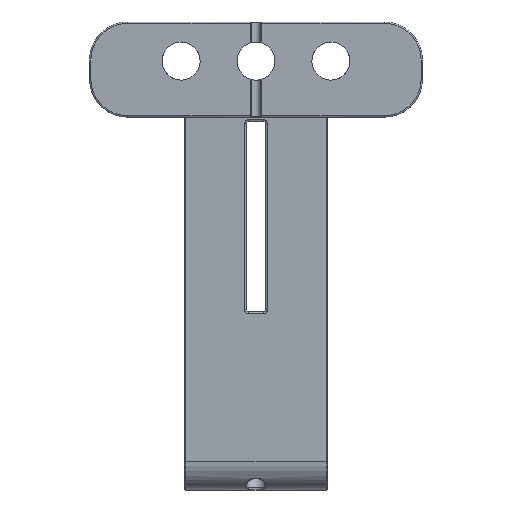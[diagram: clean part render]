
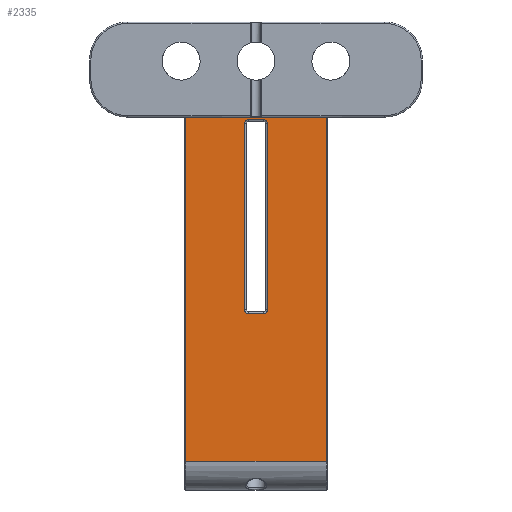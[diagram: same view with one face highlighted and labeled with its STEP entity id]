
A CAD part, left-side view. The second image highlights one B-rep face of the part: STEP entity #2335.
In plain terms, the highlighted planar face has unit normal (-1, 0, 0).
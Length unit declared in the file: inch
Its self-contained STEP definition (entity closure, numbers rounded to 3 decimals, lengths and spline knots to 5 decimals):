
#64=FACE_BOUND('',#710,.T.);
#73=PLANE('',#2529);
#116=LINE('',#3600,#296);
#120=LINE('',#3615,#300);
#122=LINE('',#3627,#302);
#126=LINE('',#3633,#306);
#139=LINE('',#3671,#319);
#140=LINE('',#3673,#320);
#141=LINE('',#3675,#321);
#142=LINE('',#3676,#322);
#296=VECTOR('',#2842,0.3937);
#300=VECTOR('',#2860,0.3937);
#302=VECTOR('',#2874,0.3937);
#306=VECTOR('',#2882,0.3937);
#319=VECTOR('',#2919,0.3937);
#320=VECTOR('',#2920,0.3937);
#321=VECTOR('',#2921,0.3937);
#322=VECTOR('',#2922,0.3937);
#564=FACE_OUTER_BOUND('',#709,.T.);
#709=EDGE_LOOP('',(#1669,#1670,#1671,#1672));
#710=EDGE_LOOP('',(#1673,#1674,#1675,#1676,#1677,#1678,#1679,#1680));
#844=CIRCLE('',#2486,0.02);
#852=CIRCLE('',#2498,0.02);
#858=CIRCLE('',#2507,0.02);
#860=CIRCLE('',#2511,0.02);
#985=VERTEX_POINT('',#3567);
#986=VERTEX_POINT('',#3568);
#993=VERTEX_POINT('',#3591);
#994=VERTEX_POINT('',#3592);
#999=VERTEX_POINT('',#3609);
#1000=VERTEX_POINT('',#3611);
#1001=VERTEX_POINT('',#3618);
#1002=VERTEX_POINT('',#3619);
#1016=VERTEX_POINT('',#3669);
#1017=VERTEX_POINT('',#3670);
#1018=VERTEX_POINT('',#3672);
#1019=VERTEX_POINT('',#3674);
#1206=EDGE_CURVE('',#985,#986,#844,.T.);
#1218=EDGE_CURVE('',#993,#994,#852,.T.);
#1222=EDGE_CURVE('',#994,#985,#116,.T.);
#1228=EDGE_CURVE('',#999,#1000,#858,.T.);
#1230=EDGE_CURVE('',#986,#999,#120,.T.);
#1232=EDGE_CURVE('',#1001,#1002,#860,.T.);
#1236=EDGE_CURVE('',#1002,#993,#122,.T.);
#1240=EDGE_CURVE('',#1000,#1001,#126,.T.);
#1257=EDGE_CURVE('',#1016,#1017,#139,.T.);
#1258=EDGE_CURVE('',#1016,#1018,#140,.T.);
#1259=EDGE_CURVE('',#1019,#1018,#141,.T.);
#1260=EDGE_CURVE('',#1017,#1019,#142,.T.);
#1669=ORIENTED_EDGE('',*,*,#1257,.F.);
#1670=ORIENTED_EDGE('',*,*,#1258,.T.);
#1671=ORIENTED_EDGE('',*,*,#1259,.F.);
#1672=ORIENTED_EDGE('',*,*,#1260,.F.);
#1673=ORIENTED_EDGE('',*,*,#1232,.F.);
#1674=ORIENTED_EDGE('',*,*,#1240,.F.);
#1675=ORIENTED_EDGE('',*,*,#1228,.F.);
#1676=ORIENTED_EDGE('',*,*,#1230,.F.);
#1677=ORIENTED_EDGE('',*,*,#1206,.F.);
#1678=ORIENTED_EDGE('',*,*,#1222,.F.);
#1679=ORIENTED_EDGE('',*,*,#1218,.F.);
#1680=ORIENTED_EDGE('',*,*,#1236,.F.);
#2335=ADVANCED_FACE('',(#564,#64),#73,.T.);
#2486=AXIS2_PLACEMENT_3D('',#3569,#2804,#2805);
#2498=AXIS2_PLACEMENT_3D('',#3593,#2832,#2833);
#2507=AXIS2_PLACEMENT_3D('',#3612,#2854,#2855);
#2511=AXIS2_PLACEMENT_3D('',#3620,#2864,#2865);
#2529=AXIS2_PLACEMENT_3D('',#3668,#2917,#2918);
#2804=DIRECTION('center_axis',(-1.,0.,0.));
#2805=DIRECTION('ref_axis',(0.,0.707,0.707));
#2832=DIRECTION('center_axis',(-1.,0.,0.));
#2833=DIRECTION('ref_axis',(0.,-0.707,0.707));
#2842=DIRECTION('',(0.,1.,0.));
#2854=DIRECTION('center_axis',(-1.,0.,0.));
#2855=DIRECTION('ref_axis',(0.,0.707,-0.707));
#2860=DIRECTION('',(0.,0.,-1.));
#2864=DIRECTION('center_axis',(-1.,0.,0.));
#2865=DIRECTION('ref_axis',(0.,-0.707,-0.707));
#2874=DIRECTION('',(0.,0.,1.));
#2882=DIRECTION('',(0.,-1.,0.));
#2917=DIRECTION('center_axis',(-1.,0.,0.));
#2918=DIRECTION('ref_axis',(0.,0.,-1.));
#2919=DIRECTION('',(0.,0.,-1.));
#2920=DIRECTION('',(0.,1.,0.));
#2921=DIRECTION('',(0.,0.,1.));
#2922=DIRECTION('',(0.,1.,0.));
#3567=CARTESIAN_POINT('',(-0.8195,-0.335,1.17759));
#3568=CARTESIAN_POINT('',(-0.8195,-0.315,1.15759));
#3569=CARTESIAN_POINT('Origin',(-0.8195,-0.335,1.15759));
#3591=CARTESIAN_POINT('',(-0.8195,-0.435,1.15759));
#3592=CARTESIAN_POINT('',(-0.8195,-0.415,1.17759));
#3593=CARTESIAN_POINT('Origin',(-0.8195,-0.415,1.15759));
#3600=CARTESIAN_POINT('',(-0.8195,-0.2125,1.17759));
#3609=CARTESIAN_POINT('',(-0.8195,-0.315,0.17759));
#3611=CARTESIAN_POINT('',(-0.8195,-0.335,0.15759));
#3612=CARTESIAN_POINT('Origin',(-0.8195,-0.335,0.17759));
#3615=CARTESIAN_POINT('',(-0.8195,-0.315,1.71855));
#3618=CARTESIAN_POINT('',(-0.8195,-0.415,0.15759));
#3619=CARTESIAN_POINT('',(-0.8195,-0.435,0.17759));
#3620=CARTESIAN_POINT('Origin',(-0.8195,-0.415,0.17759));
#3627=CARTESIAN_POINT('',(-0.8195,-0.435,1.21855));
#3633=CARTESIAN_POINT('',(-0.8195,-0.1625,0.15759));
#3668=CARTESIAN_POINT('Origin',(-0.8195,0.,2.2695));
#3669=CARTESIAN_POINT('',(-0.8195,-0.743,1.19077));
#3670=CARTESIAN_POINT('',(-0.8195,-0.743,-0.6195));
#3671=CARTESIAN_POINT('',(-0.8195,-0.743,1.50975));
#3672=CARTESIAN_POINT('',(-0.8195,-0.007,1.19077));
#3673=CARTESIAN_POINT('',(-0.8195,0.25,1.19077));
#3674=CARTESIAN_POINT('',(-0.8195,-0.007,-0.6195));
#3675=CARTESIAN_POINT('',(-0.8195,-0.007,1.50975));
#3676=CARTESIAN_POINT('',(-0.8195,0.,-0.6195));
